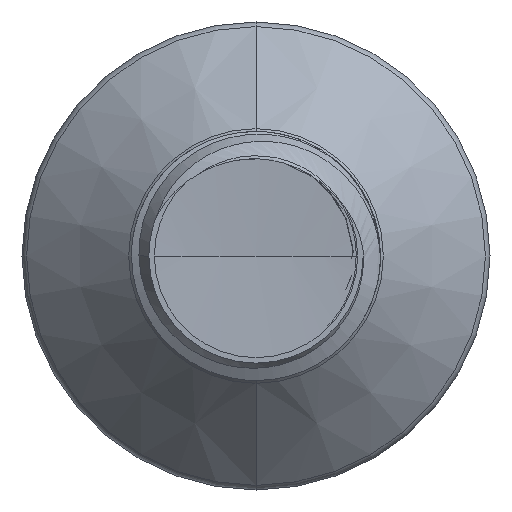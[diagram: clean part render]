
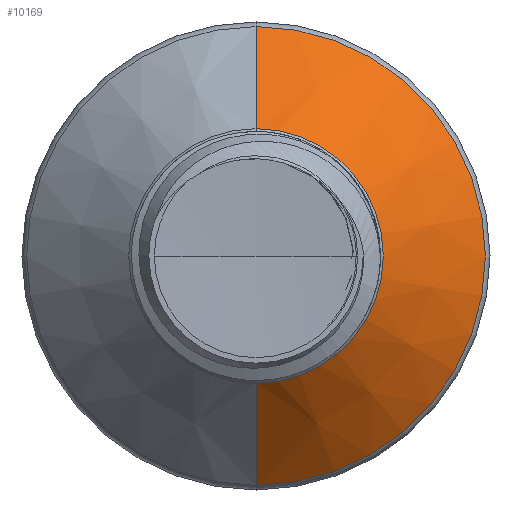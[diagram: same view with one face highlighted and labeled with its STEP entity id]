
A CAD part, front view. The second image highlights one B-rep face of the part: STEP entity #10169.
In plain terms, the highlighted conical face has half-angle 45 degrees and reference radius 1.278 mm.
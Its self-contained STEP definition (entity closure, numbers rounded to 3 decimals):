
#187 = CARTESIAN_POINT ( 'NONE',  ( 0., 11.814, 0. ) ) ;
#285 = DIRECTION ( 'NONE',  ( 0., 0.707, 0.707 ) ) ;
#1000 = VERTEX_POINT ( 'NONE', #19419 ) ;
#3967 = CARTESIAN_POINT ( 'NONE',  ( 0., 11.814, 1.278 ) ) ;
#5463 = LINE ( 'NONE', #15912, #22799 ) ;
#6651 = EDGE_CURVE ( 'NONE', #27138, #8823, #11743, .T. ) ;
#6671 = ORIENTED_EDGE ( 'NONE', *, *, #25107, .F. ) ;
#7319 = VERTEX_POINT ( 'NONE', #8265 ) ;
#8265 = CARTESIAN_POINT ( 'NONE',  ( 0., 12.839, 2.303 ) ) ;
#8823 = VERTEX_POINT ( 'NONE', #9660 ) ;
#8854 = ORIENTED_EDGE ( 'NONE', *, *, #12200, .T. ) ;
#8862 = FACE_OUTER_BOUND ( 'NONE', #22489, .T. ) ;
#9301 = CARTESIAN_POINT ( 'NONE',  ( 0., 11.814, 0. ) ) ;
#9660 = CARTESIAN_POINT ( 'NONE',  ( 0., 11.814, -1.278 ) ) ;
#9929 = ORIENTED_EDGE ( 'NONE', *, *, #6651, .T. ) ;
#10169 = ADVANCED_FACE ( 'NONE', ( #8862 ), #19119, .T. ) ;
#11279 = ORIENTED_EDGE ( 'NONE', *, *, #18864, .F. ) ;
#11574 = DIRECTION ( 'NONE',  ( 0., 0., 1. ) ) ;
#11743 = CIRCLE ( 'NONE', #23623, 1.278 ) ;
#12200 = EDGE_CURVE ( 'NONE', #8823, #1000, #21672, .T. ) ;
#12743 = DIRECTION ( 'NONE',  ( 0., 1., 0. ) ) ;
#15912 = CARTESIAN_POINT ( 'NONE',  ( 0., 11.814, 1.278 ) ) ;
#16115 = AXIS2_PLACEMENT_3D ( 'NONE', #187, #22382, #20060 ) ;
#16137 = VECTOR ( 'NONE', #21514, 1000. ) ;
#16410 = CIRCLE ( 'NONE', #24863, 2.303 ) ;
#17357 = CARTESIAN_POINT ( 'NONE',  ( 0., 11.814, -1.278 ) ) ;
#18864 = EDGE_CURVE ( 'NONE', #7319, #1000, #16410, .T. ) ;
#19119 = CONICAL_SURFACE ( 'NONE', #16115, 1.278, 0.785 ) ;
#19419 = CARTESIAN_POINT ( 'NONE',  ( 0., 12.839, -2.303 ) ) ;
#20060 = DIRECTION ( 'NONE',  ( 0., 0., 1. ) ) ;
#21514 = DIRECTION ( 'NONE',  ( 0., 0.707, -0.707 ) ) ;
#21672 = LINE ( 'NONE', #17357, #16137 ) ;
#22382 = DIRECTION ( 'NONE',  ( 0., 1., 0. ) ) ;
#22489 = EDGE_LOOP ( 'NONE', ( #9929, #8854, #11279, #6671 ) ) ;
#22799 = VECTOR ( 'NONE', #285, 1000. ) ;
#23623 = AXIS2_PLACEMENT_3D ( 'NONE', #9301, #24114, #11574 ) ;
#24114 = DIRECTION ( 'NONE',  ( 0., 1., 0. ) ) ;
#24863 = AXIS2_PLACEMENT_3D ( 'NONE', #25160, #12743, #27083 ) ;
#25107 = EDGE_CURVE ( 'NONE', #27138, #7319, #5463, .T. ) ;
#25160 = CARTESIAN_POINT ( 'NONE',  ( 0., 12.839, 0. ) ) ;
#27083 = DIRECTION ( 'NONE',  ( 0., 0., 1. ) ) ;
#27138 = VERTEX_POINT ( 'NONE', #3967 ) ;
